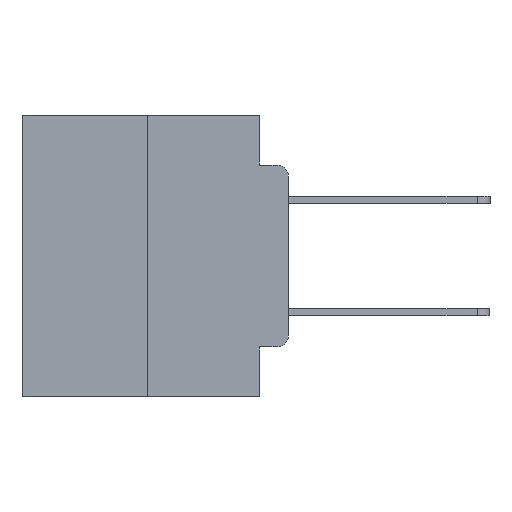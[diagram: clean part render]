
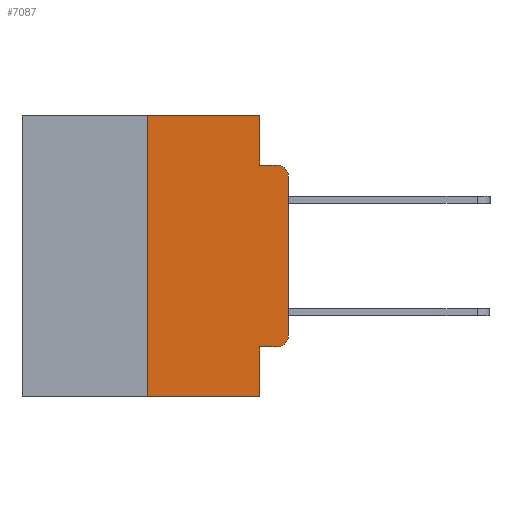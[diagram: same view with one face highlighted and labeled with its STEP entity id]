
A CAD part, left-side view. The second image highlights one B-rep face of the part: STEP entity #7087.
In plain terms, the highlighted planar face has unit normal (-1, 0, 0).
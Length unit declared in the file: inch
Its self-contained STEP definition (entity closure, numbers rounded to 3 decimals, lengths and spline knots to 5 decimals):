
#112 = CARTESIAN_POINT ( 'NONE',  ( 0., 0.051, 0. ) ) ;
#1403 = VERTEX_POINT ( 'NONE', #2813 ) ;
#1923 = CARTESIAN_POINT ( 'NONE',  ( 0., 0., -0.3915 ) ) ;
#2306 = DIRECTION ( 'NONE',  ( 0., -1., 0. ) ) ;
#2708 = ORIENTED_EDGE ( 'NONE', *, *, #9685, .T. ) ;
#2713 = ORIENTED_EDGE ( 'NONE', *, *, #8469, .F. ) ;
#2739 = AXIS2_PLACEMENT_3D ( 'NONE', #7244, #21283, #9304 ) ;
#2764 = ORIENTED_EDGE ( 'NONE', *, *, #3264, .F. ) ;
#2813 = CARTESIAN_POINT ( 'NONE',  ( 0., 0.25, -0.5 ) ) ;
#2821 = ORIENTED_EDGE ( 'NONE', *, *, #13322, .F. ) ;
#2885 = ORIENTED_EDGE ( 'NONE', *, *, #18017, .T. ) ;
#2890 = DIRECTION ( 'NONE',  ( 0., 0., -1. ) ) ;
#3057 = ORIENTED_EDGE ( 'NONE', *, *, #3749, .F. ) ;
#3219 = ORIENTED_EDGE ( 'NONE', *, *, #6583, .T. ) ;
#3264 = EDGE_CURVE ( 'NONE', #6115, #18234, #4314, .T. ) ;
#3275 = EDGE_CURVE ( 'NONE', #5455, #6162, #13286, .T. ) ;
#3537 = ORIENTED_EDGE ( 'NONE', *, *, #3275, .F. ) ;
#3706 = ORIENTED_EDGE ( 'NONE', *, *, #5186, .T. ) ;
#3749 = EDGE_CURVE ( 'NONE', #1403, #6115, #23804, .T. ) ;
#3948 = DIRECTION ( 'NONE',  ( 0., -1., 0. ) ) ;
#4086 = DIRECTION ( 'NONE',  ( -1., 0., 0. ) ) ;
#4314 = LINE ( 'NONE', #20355, #9842 ) ;
#4431 = ORIENTED_EDGE ( 'NONE', *, *, #15785, .T. ) ;
#4528 = CARTESIAN_POINT ( 'NONE',  ( 0., 0.051, -0.5 ) ) ;
#4804 = CARTESIAN_POINT ( 'NONE',  ( 0., 0.051, -0.4115 ) ) ;
#4907 = VECTOR ( 'NONE', #16351, 39.37008 ) ;
#5186 = EDGE_CURVE ( 'NONE', #24835, #16694, #18465, .T. ) ;
#5455 = VERTEX_POINT ( 'NONE', #10488 ) ;
#6115 = VERTEX_POINT ( 'NONE', #17158 ) ;
#6162 = VERTEX_POINT ( 'NONE', #4528 ) ;
#6442 = CARTESIAN_POINT ( 'NONE',  ( 0., 0.473, 0. ) ) ;
#6583 = EDGE_CURVE ( 'NONE', #5455, #24835, #18946, .T. ) ;
#6642 = DIRECTION ( 'NONE',  ( 0., -1., 0. ) ) ;
#6660 = PLANE ( 'NONE',  #10973 ) ;
#7087 = ADVANCED_FACE ( 'NONE', ( #18919 ), #6660, .F. ) ;
#7244 = CARTESIAN_POINT ( 'NONE',  ( 0., 0.02, -0.1085 ) ) ;
#7307 = VECTOR ( 'NONE', #2306, 39.37008 ) ;
#7930 = VERTEX_POINT ( 'NONE', #20976 ) ;
#7939 = VECTOR ( 'NONE', #15397, 39.37008 ) ;
#8469 = EDGE_CURVE ( 'NONE', #25311, #7930, #12642, .T. ) ;
#8962 = LINE ( 'NONE', #22687, #14940 ) ;
#9304 = DIRECTION ( 'NONE',  ( 0., 0., -1. ) ) ;
#9685 = EDGE_CURVE ( 'NONE', #16694, #11738, #10415, .T. ) ;
#9842 = VECTOR ( 'NONE', #25843, 39.37008 ) ;
#9967 = CARTESIAN_POINT ( 'NONE',  ( 0., 0.02, -0.4115 ) ) ;
#10415 = LINE ( 'NONE', #22174, #4907 ) ;
#10488 = CARTESIAN_POINT ( 'NONE',  ( 0., 0.051, -0.4115 ) ) ;
#10973 = AXIS2_PLACEMENT_3D ( 'NONE', #6442, #12100, #12070 ) ;
#11077 = VECTOR ( 'NONE', #2890, 39.37008 ) ;
#11610 = CIRCLE ( 'NONE', #2739, 0.02 ) ;
#11738 = VERTEX_POINT ( 'NONE', #25504 ) ;
#12070 = DIRECTION ( 'NONE',  ( 0., 0., -1. ) ) ;
#12100 = DIRECTION ( 'NONE',  ( 1., 0., 0. ) ) ;
#12642 = LINE ( 'NONE', #22577, #7307 ) ;
#13286 = LINE ( 'NONE', #112, #7939 ) ;
#13322 = EDGE_CURVE ( 'NONE', #18234, #25311, #21677, .T. ) ;
#13656 = VECTOR ( 'NONE', #3948, 39.37008 ) ;
#13701 = CARTESIAN_POINT ( 'NONE',  ( 0., 0.25, 0. ) ) ;
#14940 = VECTOR ( 'NONE', #6642, 39.37008 ) ;
#15323 = AXIS2_PLACEMENT_3D ( 'NONE', #18620, #4086, #18674 ) ;
#15397 = DIRECTION ( 'NONE',  ( 0., 0., -1. ) ) ;
#15785 = EDGE_CURVE ( 'NONE', #11738, #7930, #11610, .T. ) ;
#15808 = CARTESIAN_POINT ( 'NONE',  ( 0., 0.051, -0.0885 ) ) ;
#16351 = DIRECTION ( 'NONE',  ( 0., 0., 1. ) ) ;
#16599 = EDGE_LOOP ( 'NONE', ( #2708, #4431, #2713, #2821, #2764, #3057, #2885, #3537, #3219, #3706 ) ) ;
#16694 = VERTEX_POINT ( 'NONE', #1923 ) ;
#17158 = CARTESIAN_POINT ( 'NONE',  ( 0., 0.25, 0. ) ) ;
#17928 = VECTOR ( 'NONE', #23179, 39.37008 ) ;
#18017 = EDGE_CURVE ( 'NONE', #1403, #6162, #8962, .T. ) ;
#18234 = VERTEX_POINT ( 'NONE', #21393 ) ;
#18465 = CIRCLE ( 'NONE', #15323, 0.02 ) ;
#18620 = CARTESIAN_POINT ( 'NONE',  ( 0., 0.02, -0.3915 ) ) ;
#18674 = DIRECTION ( 'NONE',  ( 0., 0., -1. ) ) ;
#18919 = FACE_OUTER_BOUND ( 'NONE', #16599, .T. ) ;
#18946 = LINE ( 'NONE', #4804, #13656 ) ;
#19171 = CARTESIAN_POINT ( 'NONE',  ( 0., 0.051, 0. ) ) ;
#20355 = CARTESIAN_POINT ( 'NONE',  ( 0., 0.473, 0. ) ) ;
#20976 = CARTESIAN_POINT ( 'NONE',  ( 0., 0.02, -0.0885 ) ) ;
#21283 = DIRECTION ( 'NONE',  ( -1., 0., 0. ) ) ;
#21393 = CARTESIAN_POINT ( 'NONE',  ( 0., 0.051, 0. ) ) ;
#21677 = LINE ( 'NONE', #19171, #11077 ) ;
#22174 = CARTESIAN_POINT ( 'NONE',  ( 0., 0., 0. ) ) ;
#22577 = CARTESIAN_POINT ( 'NONE',  ( 0., 0.051, -0.0885 ) ) ;
#22687 = CARTESIAN_POINT ( 'NONE',  ( 0., 0.473, -0.5 ) ) ;
#23179 = DIRECTION ( 'NONE',  ( 0., 0., 1. ) ) ;
#23804 = LINE ( 'NONE', #13701, #17928 ) ;
#24835 = VERTEX_POINT ( 'NONE', #9967 ) ;
#25311 = VERTEX_POINT ( 'NONE', #15808 ) ;
#25504 = CARTESIAN_POINT ( 'NONE',  ( 0., 0., -0.1085 ) ) ;
#25843 = DIRECTION ( 'NONE',  ( 0., -1., 0. ) ) ;
